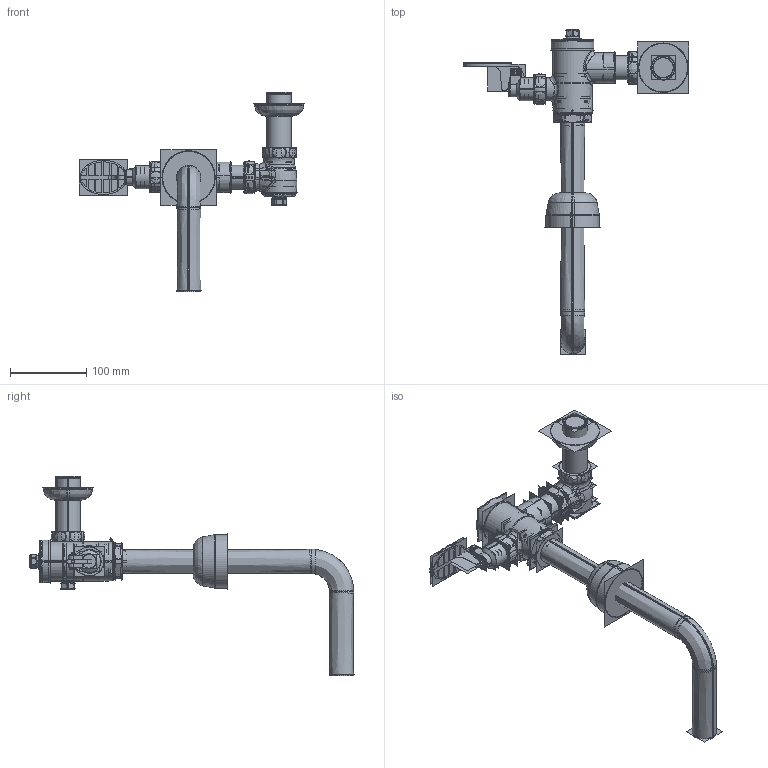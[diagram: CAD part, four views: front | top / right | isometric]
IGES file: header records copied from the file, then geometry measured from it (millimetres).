
Start section:  PTC IGES file: FFAS9806-007500BC0.igs
Global section: file name: FFAS9806-007500BC0.igs; native system: Creo Parametric by PTC Inc.; preprocessor: 2014440; author: 10114277; organization: Unknown; date: 20181030.091912; units: millimetre
Bounding box: 296.77 x 426.11 x 261.92 mm (x, y, z)
Volume: 907143.8 mm3; surface area: 4794600.7 mm2
Topology: 27 solids, 28 shells, 4616 faces, 28204 edges, 39265 vertices
Faces by surface type: revolution 2770, bspline 1822, extrusion 24
